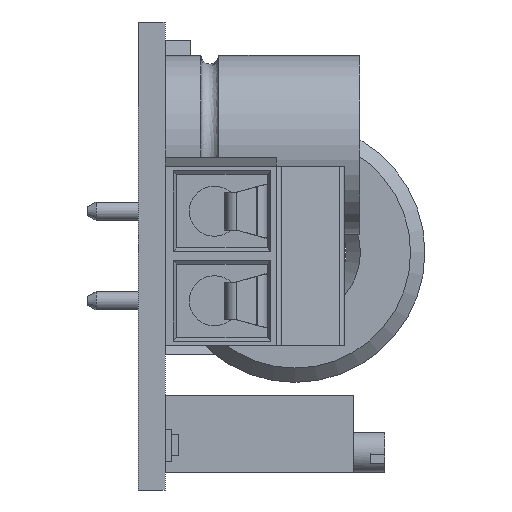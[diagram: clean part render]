
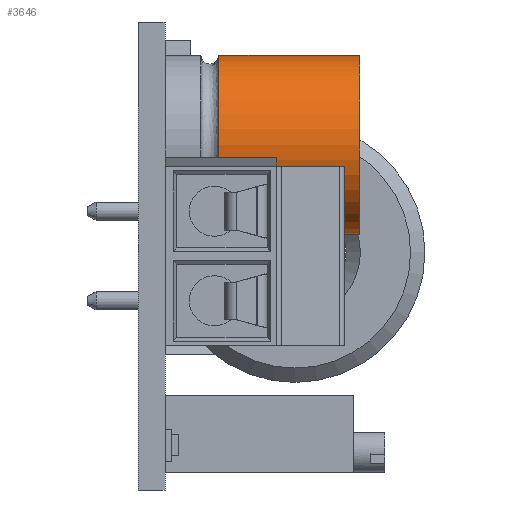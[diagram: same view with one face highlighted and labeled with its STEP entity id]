
A CAD part, left-side view. The second image highlights one B-rep face of the part: STEP entity #3646.
In plain terms, the highlighted cylindrical face has radius 5 mm (diameter 10 mm), a full revolution.
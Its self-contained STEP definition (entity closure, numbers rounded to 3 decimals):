
#3539 = SURFACE_OF_REVOLUTION('',#3540,#3545);
#3540 = CIRCLE('',#3541,0.5);
#3541 = AXIS2_PLACEMENT_3D('',#3542,#3543,#3544);
#3542 = CARTESIAN_POINT('',(-5.,16.3,0.));
#3543 = DIRECTION('',(0.,0.,1.));
#3544 = DIRECTION('',(1.,0.,-0.));
#3545 = AXIS1_PLACEMENT('',#3546,#3547);
#3546 = CARTESIAN_POINT('',(0.,0.,0.));
#3547 = DIRECTION('',(0.,1.,0.));
#3613 = EDGE_CURVE('',#3614,#3614,#3616,.T.);
#3614 = VERTEX_POINT('',#3615);
#3615 = CARTESIAN_POINT('',(-5.,24.65,0.));
#3616 = SURFACE_CURVE('',#3617,(#3622,#3634),.PCURVE_S1.);
#3617 = CIRCLE('',#3618,5.);
#3618 = AXIS2_PLACEMENT_3D('',#3619,#3620,#3621);
#3619 = CARTESIAN_POINT('',(0.,24.65,0.));
#3620 = DIRECTION('',(0.,1.,-0.));
#3621 = DIRECTION('',(-1.,0.,0.));
#3622 = PCURVE('',#3623,#3628);
#3623 = PLANE('',#3624);
#3624 = AXIS2_PLACEMENT_3D('',#3625,#3626,#3627);
#3625 = CARTESIAN_POINT('',(0.,24.65,0.));
#3626 = DIRECTION('',(0.,1.,0.));
#3627 = DIRECTION('',(-1.,-0.,-0.));
#3628 = DEFINITIONAL_REPRESENTATION('',(#3629),#3633);
#3629 = CIRCLE('',#3630,5.);
#3630 = AXIS2_PLACEMENT_2D('',#3631,#3632);
#3631 = CARTESIAN_POINT('',(0.,0.));
#3632 = DIRECTION('',(1.,-0.));
#3633 = ( GEOMETRIC_REPRESENTATION_CONTEXT(2) 
PARAMETRIC_REPRESENTATION_CONTEXT() REPRESENTATION_CONTEXT('2D SPACE',''
  ) );
#3634 = PCURVE('',#3635,#3640);
#3635 = CYLINDRICAL_SURFACE('',#3636,5.);
#3636 = AXIS2_PLACEMENT_3D('',#3637,#3638,#3639);
#3637 = CARTESIAN_POINT('',(0.,24.65,0.));
#3638 = DIRECTION('',(-0.,-1.,-0.));
#3639 = DIRECTION('',(-1.,0.,0.));
#3640 = DEFINITIONAL_REPRESENTATION('',(#3641),#3645);
#3641 = LINE('',#3642,#3643);
#3642 = CARTESIAN_POINT('',(-0.,0.));
#3643 = VECTOR('',#3644,1.);
#3644 = DIRECTION('',(-1.,0.));
#3645 = ( GEOMETRIC_REPRESENTATION_CONTEXT(2) 
PARAMETRIC_REPRESENTATION_CONTEXT() REPRESENTATION_CONTEXT('2D SPACE',''
  ) );
#3646 = ADVANCED_FACE('',(#3647),#3635,.T.);
#3647 = FACE_BOUND('',#3648,.F.);
#3648 = EDGE_LOOP('',(#3649,#3650,#3673,#3695));
#3649 = ORIENTED_EDGE('',*,*,#3613,.T.);
#3650 = ORIENTED_EDGE('',*,*,#3651,.T.);
#3651 = EDGE_CURVE('',#3614,#3652,#3654,.T.);
#3652 = VERTEX_POINT('',#3653);
#3653 = CARTESIAN_POINT('',(-5.,16.8,0.));
#3654 = SEAM_CURVE('',#3655,(#3659,#3666),.PCURVE_S1.);
#3655 = LINE('',#3656,#3657);
#3656 = CARTESIAN_POINT('',(-5.,24.65,0.));
#3657 = VECTOR('',#3658,1.);
#3658 = DIRECTION('',(0.,-1.,0.));
#3659 = PCURVE('',#3635,#3660);
#3660 = DEFINITIONAL_REPRESENTATION('',(#3661),#3665);
#3661 = LINE('',#3662,#3663);
#3662 = CARTESIAN_POINT('',(-0.,0.));
#3663 = VECTOR('',#3664,1.);
#3664 = DIRECTION('',(-0.,1.));
#3665 = ( GEOMETRIC_REPRESENTATION_CONTEXT(2) 
PARAMETRIC_REPRESENTATION_CONTEXT() REPRESENTATION_CONTEXT('2D SPACE',''
  ) );
#3666 = PCURVE('',#3635,#3667);
#3667 = DEFINITIONAL_REPRESENTATION('',(#3668),#3672);
#3668 = LINE('',#3669,#3670);
#3669 = CARTESIAN_POINT('',(-6.283,0.));
#3670 = VECTOR('',#3671,1.);
#3671 = DIRECTION('',(-0.,1.));
#3672 = ( GEOMETRIC_REPRESENTATION_CONTEXT(2) 
PARAMETRIC_REPRESENTATION_CONTEXT() REPRESENTATION_CONTEXT('2D SPACE',''
  ) );
#3673 = ORIENTED_EDGE('',*,*,#3674,.F.);
#3674 = EDGE_CURVE('',#3652,#3652,#3675,.T.);
#3675 = SURFACE_CURVE('',#3676,(#3681,#3688),.PCURVE_S1.);
#3676 = CIRCLE('',#3677,5.);
#3677 = AXIS2_PLACEMENT_3D('',#3678,#3679,#3680);
#3678 = CARTESIAN_POINT('',(0.,16.8,0.));
#3679 = DIRECTION('',(0.,1.,-0.));
#3680 = DIRECTION('',(-1.,0.,0.));
#3681 = PCURVE('',#3635,#3682);
#3682 = DEFINITIONAL_REPRESENTATION('',(#3683),#3687);
#3683 = LINE('',#3684,#3685);
#3684 = CARTESIAN_POINT('',(-0.,7.85));
#3685 = VECTOR('',#3686,1.);
#3686 = DIRECTION('',(-1.,0.));
#3687 = ( GEOMETRIC_REPRESENTATION_CONTEXT(2) 
PARAMETRIC_REPRESENTATION_CONTEXT() REPRESENTATION_CONTEXT('2D SPACE',''
  ) );
#3688 = PCURVE('',#3539,#3689);
#3689 = DEFINITIONAL_REPRESENTATION('',(#3690),#3694);
#3690 = LINE('',#3691,#3692);
#3691 = CARTESIAN_POINT('',(0.,7.854));
#3692 = VECTOR('',#3693,1.);
#3693 = DIRECTION('',(1.,0.));
#3694 = ( GEOMETRIC_REPRESENTATION_CONTEXT(2) 
PARAMETRIC_REPRESENTATION_CONTEXT() REPRESENTATION_CONTEXT('2D SPACE',''
  ) );
#3695 = ORIENTED_EDGE('',*,*,#3651,.F.);
